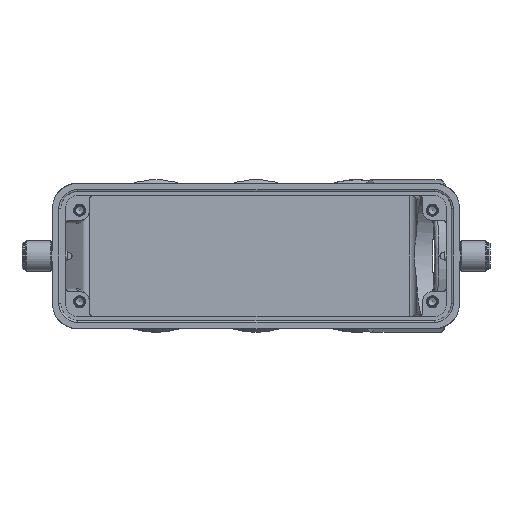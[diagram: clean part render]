
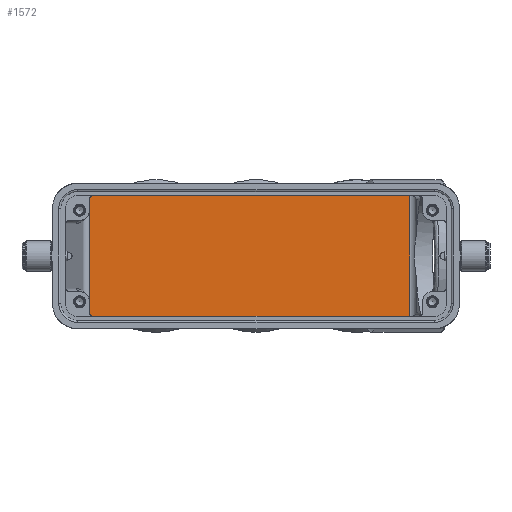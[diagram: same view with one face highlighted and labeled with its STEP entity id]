
A CAD part, front view. The second image highlights one B-rep face of the part: STEP entity #1572.
In plain terms, the highlighted planar face has unit normal (0, -1, 0).
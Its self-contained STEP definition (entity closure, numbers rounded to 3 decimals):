
#1572=ADVANCED_FACE('',(#2615),#2355,.F.);
#2355=PLANE('',#13714);
#2615=FACE_OUTER_BOUND('',#3351,.T.);
#3351=EDGE_LOOP('',(#4966,#4967,#4968,#4969,#4970,#4971));
#4229=CIRCLE('',#13711,1.);
#4230=CIRCLE('',#13713,1.);
#4966=ORIENTED_EDGE('',*,*,#10059,.F.);
#4967=ORIENTED_EDGE('',*,*,#10046,.F.);
#4968=ORIENTED_EDGE('',*,*,#9961,.F.);
#4969=ORIENTED_EDGE('',*,*,#10006,.F.);
#4970=ORIENTED_EDGE('',*,*,#10060,.F.);
#4971=ORIENTED_EDGE('',*,*,#10061,.F.);
#8693=VERTEX_POINT('',#18269);
#8694=VERTEX_POINT('',#18271);
#8728=VERTEX_POINT('',#18443);
#8752=VERTEX_POINT('',#18612);
#8761=VERTEX_POINT('',#18645);
#8762=VERTEX_POINT('',#18650);
#9961=EDGE_CURVE('',#8693,#8694,#11888,.T.);
#10006=EDGE_CURVE('',#8728,#8693,#11912,.T.);
#10046=EDGE_CURVE('',#8694,#8752,#11935,.T.);
#10059=EDGE_CURVE('',#8752,#8761,#4229,.T.);
#10060=EDGE_CURVE('',#8762,#8728,#4230,.T.);
#10061=EDGE_CURVE('',#8761,#8762,#11944,.T.);
#11888=LINE('',#18270,#12743);
#11912=LINE('',#18444,#12767);
#11935=LINE('',#18611,#12790);
#11944=LINE('',#18651,#12799);
#12743=VECTOR('',#14933,1.);
#12767=VECTOR('',#15005,1.);
#12790=VECTOR('',#15078,1.);
#12799=VECTOR('',#15099,1.);
#13711=AXIS2_PLACEMENT_3D('',#18647,#15093,#15094);
#13713=AXIS2_PLACEMENT_3D('',#18649,#15097,#15098);
#13714=AXIS2_PLACEMENT_3D('',#18652,#15100,#15101);
#14933=DIRECTION('',(0.,0.,-1.));
#15005=DIRECTION('',(1.,0.,0.));
#15078=DIRECTION('',(-1.,0.,0.));
#15093=DIRECTION('',(0.,1.,0.));
#15094=DIRECTION('',(0.,0.,-1.));
#15097=DIRECTION('',(0.,1.,0.));
#15098=DIRECTION('',(-0.961,0.,0.275));
#15099=DIRECTION('',(0.,0.,1.));
#15100=DIRECTION('',(0.,1.,0.));
#15101=DIRECTION('',(1.,0.,0.));
#18269=CARTESIAN_POINT('',(56.563,0.102,17.75));
#18270=CARTESIAN_POINT('',(56.563,0.102,17.75));
#18271=CARTESIAN_POINT('',(56.563,0.102,-17.75));
#18443=CARTESIAN_POINT('',(-36.879,0.102,17.75));
#18444=CARTESIAN_POINT('',(-36.879,0.102,17.75));
#18611=CARTESIAN_POINT('',(56.563,0.102,-17.75));
#18612=CARTESIAN_POINT('',(-36.879,0.102,-17.75));
#18645=CARTESIAN_POINT('',(-37.841,0.102,-17.025));
#18647=CARTESIAN_POINT('',(-36.879,0.102,-16.75));
#18649=CARTESIAN_POINT('',(-36.879,0.102,16.75));
#18650=CARTESIAN_POINT('',(-37.841,0.102,17.025));
#18651=CARTESIAN_POINT('',(-37.841,0.102,-17.025));
#18652=CARTESIAN_POINT('',(-39.879,0.102,18.05));
